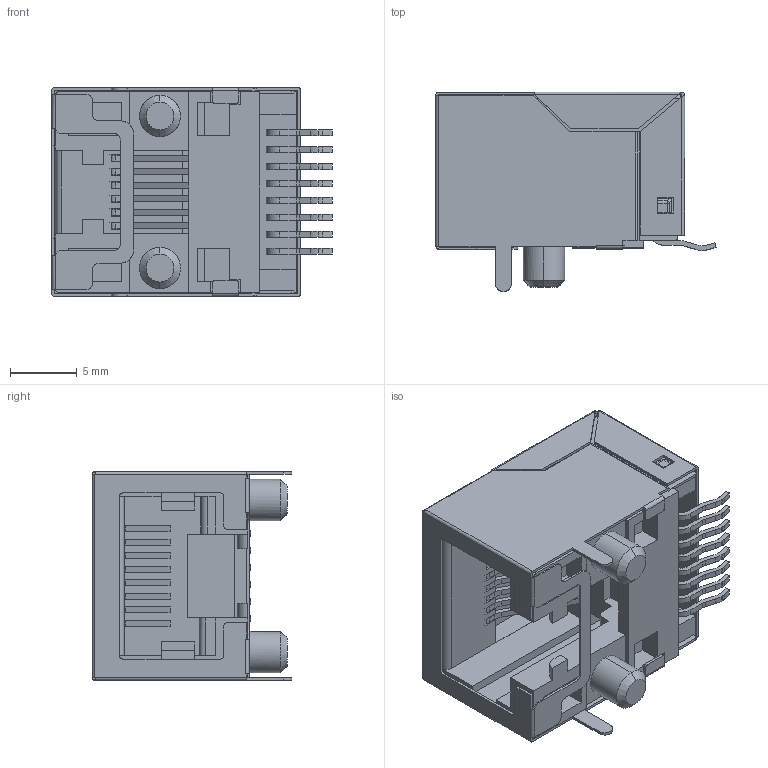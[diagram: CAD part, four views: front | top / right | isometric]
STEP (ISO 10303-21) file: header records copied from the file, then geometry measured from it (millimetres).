
FILE_DESCRIPTION(('CATIA V5 STEP Exchange','CAx-IF Rec.Pracs.--- Model Styling and Organization---1.4--- 2014-01-23'),'2;1');
FILE_NAME ('029572-2_0_2000890000_2000890000.stp','2018-12-18T12:05:56+00:00',('none'),('Weidmueller'),'CATIA Version 5-6 Release 2016 SP3 HF44','CATIA V5 STEP AP214','none');
FILE_SCHEMA(('AUTOMOTIVE_DESIGN { 1 0 10303 214 1 1 1 1 }'));
Length unit declared in the file: millimetre
Products named in the file (1): 2000890000
Bounding box: 21.07 x 15 x 15.78 mm (x, y, z)
Volume: 1689.7 mm3; surface area: 4047.1 mm2
Topology: 1 solids, 1 shells, 715 faces, 2068 edges, 1362 vertices
Faces by surface type: plane 515, cylinder 192, sphere 4, cone 4
Entity records: 24289 total; most frequent: CARTESIAN_POINT 5782, ORIENTED_EDGE 4132, DIRECTION 3311, EDGE_CURVE 2066, VECTOR 1658, LINE 1658, VERTEX_POINT 1362, AXIS2_PLACEMENT_3D 939
